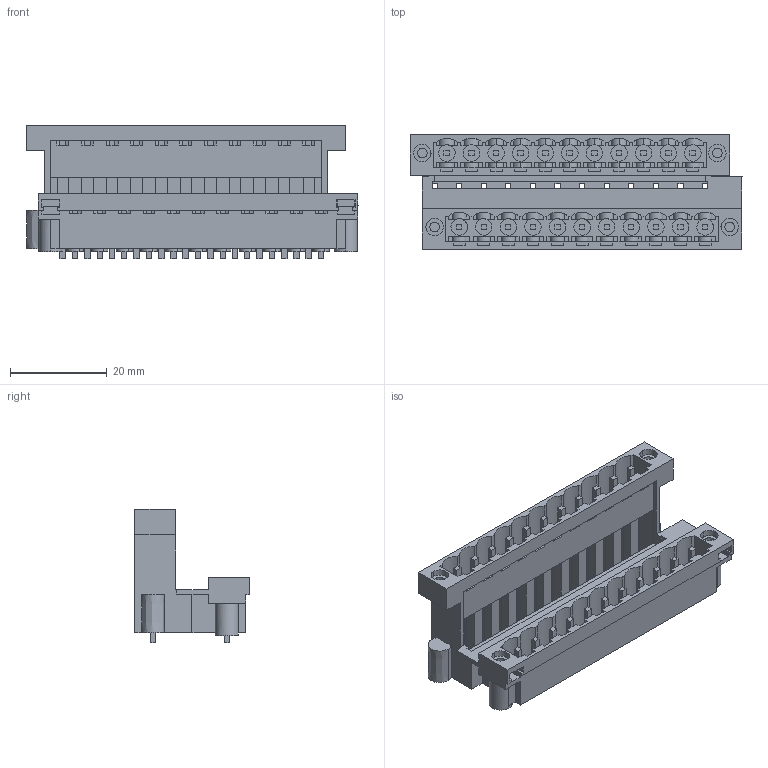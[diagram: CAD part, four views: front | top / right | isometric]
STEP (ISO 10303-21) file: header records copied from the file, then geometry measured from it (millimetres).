
FILE_DESCRIPTION(('CATIA V5 STEP Exchange','CAx-IF Rec.Pracs.--- Model Styling and Organization---1.2---2011-12-15'),'2;1');
FILE_NAME ('D1456905_0_1828980000_1828980000.stp','2018-04-19T11:41:08+00:00',('none'),('Weidmueller'),'CATIA Version 5-6 Release 2014','CATIA V5 STEP AP214','none');
FILE_SCHEMA(('AUTOMOTIVE_DESIGN { 1 0 10303 214 1 1 1 1 }'));
Length unit declared in the file: millimetre
Products named in the file (1): 1828980000
Bounding box: 68.58 x 23.67 x 27.66 mm (x, y, z)
Volume: 9749.8 mm3; surface area: 18636.6 mm2
Topology: 27 solids, 38 shells, 1126 faces, 3624 edges, 2537 vertices
Faces by surface type: plane 924, cylinder 198, extrusion 4
Entity records: 38154 total; most frequent: CARTESIAN_POINT 8197, ORIENTED_EDGE 7248, DIRECTION 4608, EDGE_CURVE 3624, VECTOR 2936, LINE 2932, VERTEX_POINT 2537, EDGE_LOOP 1219
